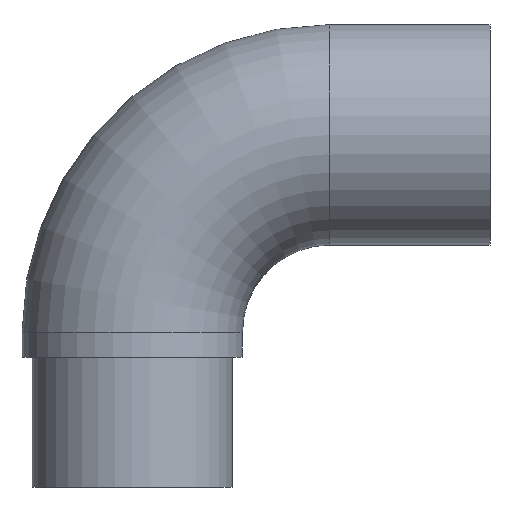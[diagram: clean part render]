
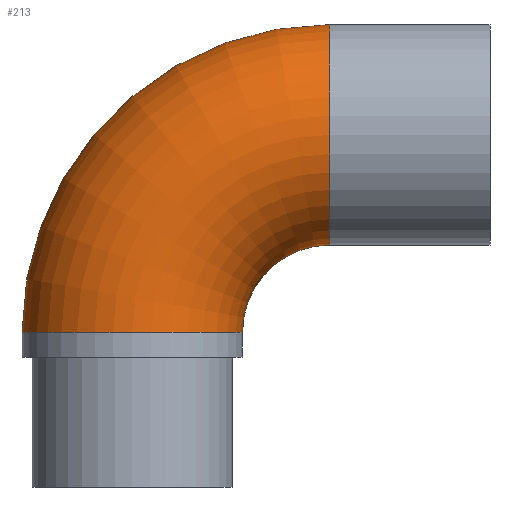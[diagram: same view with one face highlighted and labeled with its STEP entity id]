
A CAD part, left-side view. The second image highlights one B-rep face of the part: STEP entity #213.
In plain terms, the highlighted toroidal (fillet/blend) face has major radius 38 mm and minor radius 21.2 mm.
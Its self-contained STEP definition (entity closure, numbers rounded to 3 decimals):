
#16=TOROIDAL_SURFACE('',#269,38.,21.2);
#40=FACE_OUTER_BOUND('',#59,.T.);
#59=EDGE_LOOP('',(#187,#188,#189,#190,#191,#192));
#86=CIRCLE('',#257,21.2);
#87=CIRCLE('',#258,21.2);
#91=CIRCLE('',#266,21.2);
#92=CIRCLE('',#267,21.2);
#93=CIRCLE('',#270,16.8);
#105=VERTEX_POINT('',#384);
#106=VERTEX_POINT('',#386);
#110=VERTEX_POINT('',#400);
#111=VERTEX_POINT('',#402);
#129=EDGE_CURVE('',#106,#105,#86,.T.);
#130=EDGE_CURVE('',#105,#106,#87,.T.);
#136=EDGE_CURVE('',#110,#111,#91,.T.);
#137=EDGE_CURVE('',#111,#110,#92,.T.);
#138=EDGE_CURVE('',#111,#106,#93,.T.);
#187=ORIENTED_EDGE('',*,*,#137,.F.);
#188=ORIENTED_EDGE('',*,*,#138,.T.);
#189=ORIENTED_EDGE('',*,*,#129,.T.);
#190=ORIENTED_EDGE('',*,*,#130,.T.);
#191=ORIENTED_EDGE('',*,*,#138,.F.);
#192=ORIENTED_EDGE('',*,*,#136,.F.);
#213=ADVANCED_FACE('',(#40),#16,.T.);
#257=AXIS2_PLACEMENT_3D('',#387,#318,#319);
#258=AXIS2_PLACEMENT_3D('',#388,#320,#321);
#266=AXIS2_PLACEMENT_3D('',#403,#338,#339);
#267=AXIS2_PLACEMENT_3D('',#404,#340,#341);
#269=AXIS2_PLACEMENT_3D('',#406,#344,#345);
#270=AXIS2_PLACEMENT_3D('',#407,#346,#347);
#318=DIRECTION('center_axis',(0.,1.,0.));
#319=DIRECTION('ref_axis',(-1.,0.,0.));
#320=DIRECTION('center_axis',(0.,1.,0.));
#321=DIRECTION('ref_axis',(-1.,0.,0.));
#338=DIRECTION('center_axis',(0.,0.,-1.));
#339=DIRECTION('ref_axis',(-1.,0.,0.));
#340=DIRECTION('center_axis',(0.,0.,-1.));
#341=DIRECTION('ref_axis',(-1.,0.,0.));
#344=DIRECTION('center_axis',(-1.,0.,0.));
#345=DIRECTION('ref_axis',(0.,0.,1.));
#346=DIRECTION('center_axis',(1.,0.,0.));
#347=DIRECTION('ref_axis',(0.,0.,1.));
#384=CARTESIAN_POINT('',(-21.2,0.,0.));
#386=CARTESIAN_POINT('',(0.,0.,-21.2));
#387=CARTESIAN_POINT('Origin',(0.,0.,0.));
#388=CARTESIAN_POINT('Origin',(0.,0.,0.));
#400=CARTESIAN_POINT('',(21.2,38.,-38.));
#402=CARTESIAN_POINT('',(0.,16.8,-38.));
#403=CARTESIAN_POINT('Origin',(0.,38.,-38.));
#404=CARTESIAN_POINT('Origin',(0.,38.,-38.));
#406=CARTESIAN_POINT('Origin',(0.,0.,-38.));
#407=CARTESIAN_POINT('Origin',(0.,0.,-38.));
